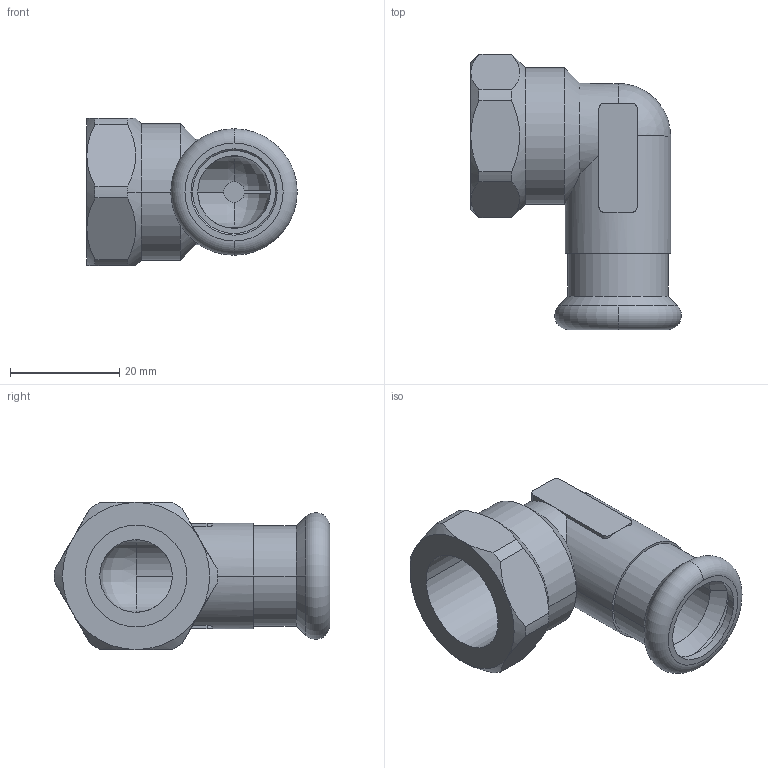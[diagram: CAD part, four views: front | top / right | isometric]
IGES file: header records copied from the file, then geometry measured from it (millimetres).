
Global section: file name: No Iges File Name specified; native system: Autodesk Inventor 2011; preprocessor: AutoDesk Inventor Iges Exporter R2011; author: bruh; date: 20110606.152122; units: millimetre
Bounding box: 38.59 x 50.5 x 27 mm (x, y, z)
Volume: 11298.3 mm3; surface area: 8271.8 mm2
Topology: 1 solids, 1 shells, 81 faces, 210 edges, 133 vertices
Faces by surface type: plane 28, cylinder 22, cone 12, revolution 11, bspline 5, torus 2, sphere 1
